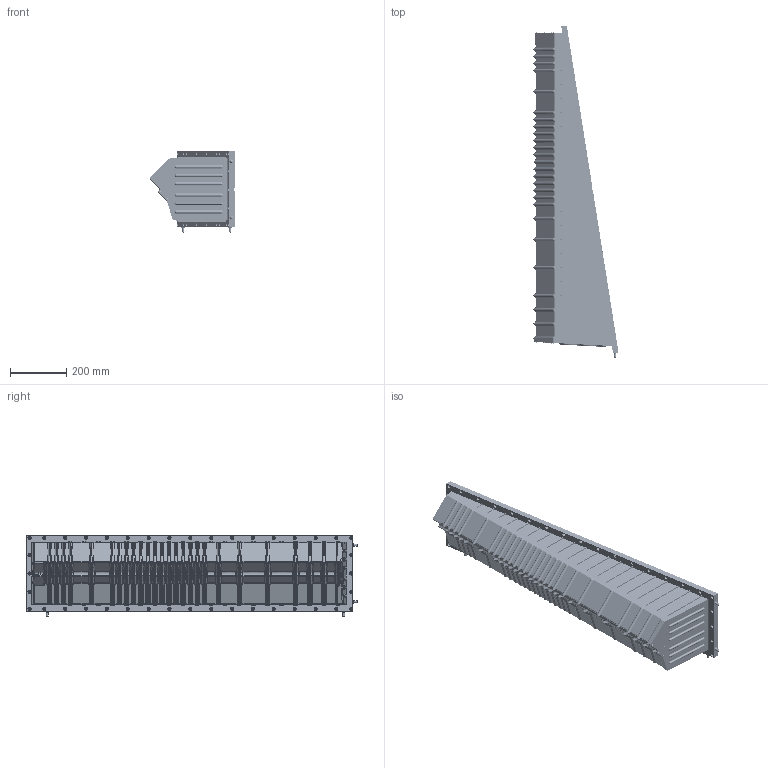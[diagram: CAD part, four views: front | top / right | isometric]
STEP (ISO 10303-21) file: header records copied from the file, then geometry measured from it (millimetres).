
FILE_DESCRIPTION(('CATIA V5 STEP Exchange','CAx-IF Rec.Pracs.--- Model Styling and Organization---1.2---2011-12-15'),'2;1');
FILE_NAME('assy H left a side box foil large angle_AllCATPart.stp','2016-09-28T12:45:51+00:00',('none'),('none'),'CATIA Version 5-6 Release 2015 SP3','CATIA V5 STEP AP214','none');
FILE_SCHEMA(('AUTOMOTIVE_DESIGN { 1 0 10303 214 1 1 1 1 }'));
Products named in the file (1): assy H left a side box foil large angle_AllCATPart
Bounding box: 301.95 x 1178 x 288 mm (x, y, z)
Volume: 1551210.4 mm3; surface area: 1580701.9 mm2
Topology: 1 solids, 1 shells, 6951 faces, 16221 edges, 8686 vertices
Faces by surface type: cylinder 2792, bspline 1467, plane 1373, sphere 733, torus 267, extrusion 185, cone 134
Entity records: 267723 total; most frequent: CARTESIAN_POINT 133669, ORIENTED_EDGE 31174, DIRECTION 20025, EDGE_CURVE 15587, AXIS2_PLACEMENT_3D 9227, VERTEX_POINT 8685, EDGE_LOOP 7076, ADVANCED_FACE 6950
